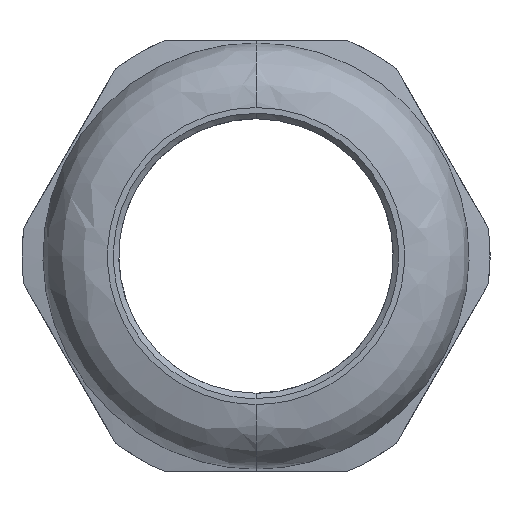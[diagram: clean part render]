
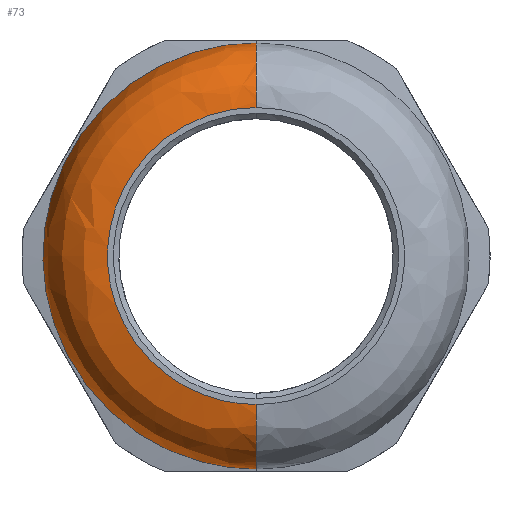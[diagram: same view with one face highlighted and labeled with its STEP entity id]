
A CAD part, left-side view. The second image highlights one B-rep face of the part: STEP entity #73.
In plain terms, the highlighted free-form (B-spline) face has degree [2, 2] with [9, 9] control points.
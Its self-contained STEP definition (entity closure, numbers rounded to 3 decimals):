
#73=ADVANCED_FACE('',(#189),#1493,.T.);
#189=FACE_OUTER_BOUND('',#295,.T.);
#295=EDGE_LOOP('',(#592,#593,#594,#595));
#592=ORIENTED_EDGE('',*,*,#954,.F.);
#593=ORIENTED_EDGE('',*,*,#955,.F.);
#594=ORIENTED_EDGE('',*,*,#956,.F.);
#595=ORIENTED_EDGE('',*,*,#953,.T.);
#953=EDGE_CURVE('',#1399,#1398,#1165,.T.);
#954=EDGE_CURVE('',#1400,#1398,#1166,.T.);
#955=EDGE_CURVE('',#1401,#1400,#1167,.T.);
#956=EDGE_CURVE('',#1399,#1401,#1168,.T.);
#1165=(
BOUNDED_CURVE()
B_SPLINE_CURVE(2,(#3612,#3613,#3614,#3615,#3616),.UNSPECIFIED.,.F.,.F.)
B_SPLINE_CURVE_WITH_KNOTS((3,2,3),(21.677,43.354,65.031),
 .UNSPECIFIED.)
CURVE()
GEOMETRIC_REPRESENTATION_ITEM()
RATIONAL_B_SPLINE_CURVE((1.,0.707,1.,0.707,1.))
REPRESENTATION_ITEM('')
);
#1166=(
BOUNDED_CURVE()
B_SPLINE_CURVE(2,(#3617,#3618,#3619),.UNSPECIFIED.,.F.,.F.)
B_SPLINE_CURVE_WITH_KNOTS((3,3),(-9.425,0.),.UNSPECIFIED.)
CURVE()
GEOMETRIC_REPRESENTATION_ITEM()
RATIONAL_B_SPLINE_CURVE((1.,0.707,1.))
REPRESENTATION_ITEM('')
);
#1167=(
BOUNDED_CURVE()
B_SPLINE_CURVE(2,(#3620,#3621,#3622,#3623,#3624),.UNSPECIFIED.,.F.,.F.)
B_SPLINE_CURVE_WITH_KNOTS((3,2,3),(0.,21.677,43.354),
 .UNSPECIFIED.)
CURVE()
GEOMETRIC_REPRESENTATION_ITEM()
RATIONAL_B_SPLINE_CURVE((1.,0.707,1.,0.707,1.))
REPRESENTATION_ITEM('')
);
#1168=(
BOUNDED_CURVE()
B_SPLINE_CURVE(2,(#3625,#3626,#3627),.UNSPECIFIED.,.F.,.F.)
B_SPLINE_CURVE_WITH_KNOTS((3,3),(0.,9.425),.UNSPECIFIED.)
CURVE()
GEOMETRIC_REPRESENTATION_ITEM()
RATIONAL_B_SPLINE_CURVE((1.,0.707,1.))
REPRESENTATION_ITEM('')
);
#1398=VERTEX_POINT('',#3264);
#1399=VERTEX_POINT('',#3265);
#1400=VERTEX_POINT('',#3266);
#1401=VERTEX_POINT('',#3267);
#1493=(
BOUNDED_SURFACE()
B_SPLINE_SURFACE(2,2,((#2832,#2833,#2834,#2835,#2836,#2837,#2838,#2839,
#2840),(#2841,#2842,#2843,#2844,#2845,#2846,#2847,#2848,#2849),(#2850,#2851,
#2852,#2853,#2854,#2855,#2856,#2857,#2858),(#2859,#2860,#2861,#2862,#2863,
#2864,#2865,#2866,#2867),(#2868,#2869,#2870,#2871,#2872,#2873,#2874,#2875,
#2876),(#2877,#2878,#2879,#2880,#2881,#2882,#2883,#2884,#2885),(#2886,#2887,
#2888,#2889,#2890,#2891,#2892,#2893,#2894),(#2895,#2896,#2897,#2898,#2899,
#2900,#2901,#2902,#2903),(#2904,#2905,#2906,#2907,#2908,#2909,#2910,#2911,
#2912)),.UNSPECIFIED.,.T.,.F.,.F.)
B_SPLINE_SURFACE_WITH_KNOTS((3,2,2,2,3),(3,2,2,2,3),(0.,21.677,
43.354,65.031,86.708),(0.,9.425,
18.85,28.274,37.699),.UNSPECIFIED.)
GEOMETRIC_REPRESENTATION_ITEM()
RATIONAL_B_SPLINE_SURFACE(((1.,0.707,1.,0.707,1.,
0.707,1.,0.707,1.),(0.707,0.5,0.707,
0.5,0.707,0.5,0.707,0.5,0.707),(1.,
0.707,1.,0.707,1.,0.707,1.,0.707,
1.),(0.707,0.5,0.707,0.5,0.707,0.5,
0.707,0.5,0.707),(1.,0.707,1.,0.707,
1.,0.707,1.,0.707,1.),(0.707,0.5,0.707,
0.5,0.707,0.5,0.707,0.5,0.707),(1.,
0.707,1.,0.707,1.,0.707,1.,0.707,
1.),(0.707,0.5,0.707,0.5,0.707,0.5,
0.707,0.5,0.707),(1.,0.707,1.,0.707,
1.,0.707,1.,0.707,1.)))
REPRESENTATION_ITEM('')
SURFACE()
);
#2832=CARTESIAN_POINT('',(6.,-19.8,13.25));
#2833=CARTESIAN_POINT('',(0.,-19.8,13.25));
#2834=CARTESIAN_POINT('',(0.,-13.8,13.25));
#2835=CARTESIAN_POINT('',(0.,-7.8,13.25));
#2836=CARTESIAN_POINT('',(6.,-7.8,13.25));
#2837=CARTESIAN_POINT('',(12.,-7.8,13.25));
#2838=CARTESIAN_POINT('',(12.,-13.8,13.25));
#2839=CARTESIAN_POINT('',(12.,-19.8,13.25));
#2840=CARTESIAN_POINT('',(6.,-19.8,13.25));
#2841=CARTESIAN_POINT('',(6.,-19.8,33.05));
#2842=CARTESIAN_POINT('',(0.,-19.8,33.05));
#2843=CARTESIAN_POINT('',(0.,-13.8,27.05));
#2844=CARTESIAN_POINT('',(0.,-7.8,21.05));
#2845=CARTESIAN_POINT('',(6.,-7.8,21.05));
#2846=CARTESIAN_POINT('',(12.,-7.8,21.05));
#2847=CARTESIAN_POINT('',(12.,-13.8,27.05));
#2848=CARTESIAN_POINT('',(12.,-19.8,33.05));
#2849=CARTESIAN_POINT('',(6.,-19.8,33.05));
#2850=CARTESIAN_POINT('',(6.,0.,33.05));
#2851=CARTESIAN_POINT('',(0.,0.,33.05));
#2852=CARTESIAN_POINT('',(0.,0.,27.05));
#2853=CARTESIAN_POINT('',(0.,0.,21.05));
#2854=CARTESIAN_POINT('',(6.,0.,21.05));
#2855=CARTESIAN_POINT('',(12.,0.,21.05));
#2856=CARTESIAN_POINT('',(12.,0.,27.05));
#2857=CARTESIAN_POINT('',(12.,0.,33.05));
#2858=CARTESIAN_POINT('',(6.,0.,33.05));
#2859=CARTESIAN_POINT('',(6.,19.8,33.05));
#2860=CARTESIAN_POINT('',(0.,19.8,33.05));
#2861=CARTESIAN_POINT('',(0.,13.8,27.05));
#2862=CARTESIAN_POINT('',(0.,7.8,21.05));
#2863=CARTESIAN_POINT('',(6.,7.8,21.05));
#2864=CARTESIAN_POINT('',(12.,7.8,21.05));
#2865=CARTESIAN_POINT('',(12.,13.8,27.05));
#2866=CARTESIAN_POINT('',(12.,19.8,33.05));
#2867=CARTESIAN_POINT('',(6.,19.8,33.05));
#2868=CARTESIAN_POINT('',(6.,19.8,13.25));
#2869=CARTESIAN_POINT('',(0.,19.8,13.25));
#2870=CARTESIAN_POINT('',(0.,13.8,13.25));
#2871=CARTESIAN_POINT('',(0.,7.8,13.25));
#2872=CARTESIAN_POINT('',(6.,7.8,13.25));
#2873=CARTESIAN_POINT('',(12.,7.8,13.25));
#2874=CARTESIAN_POINT('',(12.,13.8,13.25));
#2875=CARTESIAN_POINT('',(12.,19.8,13.25));
#2876=CARTESIAN_POINT('',(6.,19.8,13.25));
#2877=CARTESIAN_POINT('',(6.,19.8,-6.55));
#2878=CARTESIAN_POINT('',(0.,19.8,-6.55));
#2879=CARTESIAN_POINT('',(0.,13.8,-0.55));
#2880=CARTESIAN_POINT('',(0.,7.8,5.45));
#2881=CARTESIAN_POINT('',(6.,7.8,5.45));
#2882=CARTESIAN_POINT('',(12.,7.8,5.45));
#2883=CARTESIAN_POINT('',(12.,13.8,-0.55));
#2884=CARTESIAN_POINT('',(12.,19.8,-6.55));
#2885=CARTESIAN_POINT('',(6.,19.8,-6.55));
#2886=CARTESIAN_POINT('',(6.,0.,-6.55));
#2887=CARTESIAN_POINT('',(0.,0.,-6.55));
#2888=CARTESIAN_POINT('',(0.,0.,-0.55));
#2889=CARTESIAN_POINT('',(0.,0.,5.45));
#2890=CARTESIAN_POINT('',(6.,0.,5.45));
#2891=CARTESIAN_POINT('',(12.,0.,5.45));
#2892=CARTESIAN_POINT('',(12.,0.,-0.55));
#2893=CARTESIAN_POINT('',(12.,0.,-6.55));
#2894=CARTESIAN_POINT('',(6.,0.,-6.55));
#2895=CARTESIAN_POINT('',(6.,-19.8,-6.55));
#2896=CARTESIAN_POINT('',(0.,-19.8,-6.55));
#2897=CARTESIAN_POINT('',(0.,-13.8,-0.55));
#2898=CARTESIAN_POINT('',(0.,-7.8,5.45));
#2899=CARTESIAN_POINT('',(6.,-7.8,5.45));
#2900=CARTESIAN_POINT('',(12.,-7.8,5.45));
#2901=CARTESIAN_POINT('',(12.,-13.8,-0.55));
#2902=CARTESIAN_POINT('',(12.,-19.8,-6.55));
#2903=CARTESIAN_POINT('',(6.,-19.8,-6.55));
#2904=CARTESIAN_POINT('',(6.,-19.8,13.25));
#2905=CARTESIAN_POINT('',(0.,-19.8,13.25));
#2906=CARTESIAN_POINT('',(0.,-13.8,13.25));
#2907=CARTESIAN_POINT('',(0.,-7.8,13.25));
#2908=CARTESIAN_POINT('',(6.,-7.8,13.25));
#2909=CARTESIAN_POINT('',(12.,-7.8,13.25));
#2910=CARTESIAN_POINT('',(12.,-13.8,13.25));
#2911=CARTESIAN_POINT('',(12.,-19.8,13.25));
#2912=CARTESIAN_POINT('',(6.,-19.8,13.25));
#3264=CARTESIAN_POINT('',(6.,0.,-6.55));
#3265=CARTESIAN_POINT('',(6.,0.,33.05));
#3266=CARTESIAN_POINT('',(0.,0.,-0.55));
#3267=CARTESIAN_POINT('',(0.,0.,27.05));
#3612=CARTESIAN_POINT('',(6.,0.,33.05));
#3613=CARTESIAN_POINT('',(6.,19.8,33.05));
#3614=CARTESIAN_POINT('',(6.,19.8,13.25));
#3615=CARTESIAN_POINT('',(6.,19.8,-6.55));
#3616=CARTESIAN_POINT('',(6.,0.,-6.55));
#3617=CARTESIAN_POINT('',(0.,0.,-0.55));
#3618=CARTESIAN_POINT('',(0.,0.,-6.55));
#3619=CARTESIAN_POINT('',(6.,0.,-6.55));
#3620=CARTESIAN_POINT('',(0.,0.,27.05));
#3621=CARTESIAN_POINT('',(0.,13.8,27.05));
#3622=CARTESIAN_POINT('',(0.,13.8,13.25));
#3623=CARTESIAN_POINT('',(0.,13.8,-0.55));
#3624=CARTESIAN_POINT('',(0.,0.,-0.55));
#3625=CARTESIAN_POINT('',(6.,0.,33.05));
#3626=CARTESIAN_POINT('',(0.,0.,33.05));
#3627=CARTESIAN_POINT('',(0.,0.,27.05));
